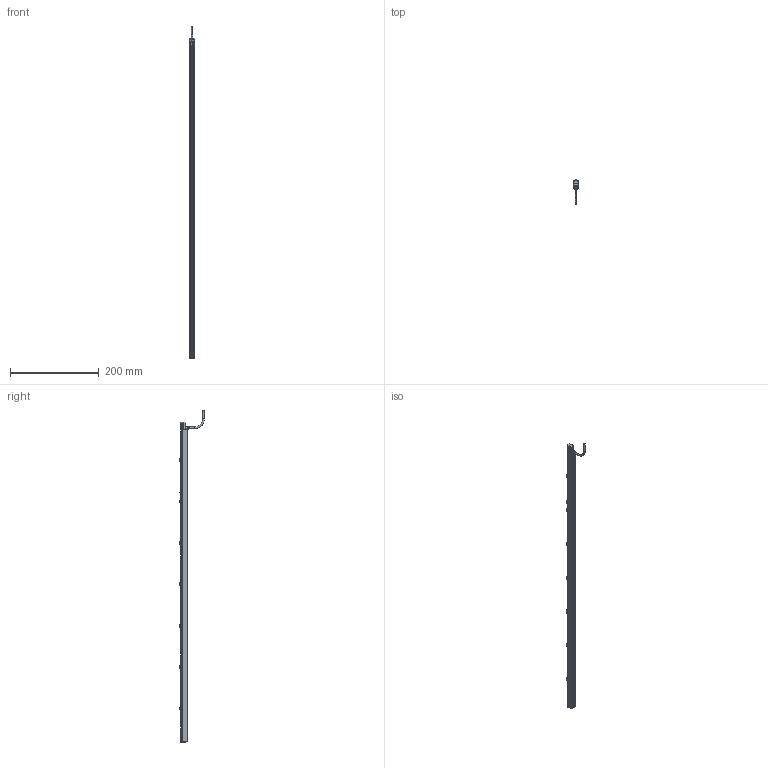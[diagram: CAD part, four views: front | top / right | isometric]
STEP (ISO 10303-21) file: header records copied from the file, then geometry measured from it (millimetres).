
FILE_DESCRIPTION((''),'2;1');
FILE_NAME('240309_SM01_ASM','2024-05-28T15:31:09',('banengservice'),('BANNER ENGINEERING'),'CREO PARAMETRIC BY PTC INC, 2022414','CREO PARAMETRIC BY PTC INC, 2022414','');
FILE_SCHEMA(('CONFIG_CONTROL_DESIGN'));
Products named in the file (2): 240309_EP02; 240309_SM01_ASM
Assembly tree (1 placements, depth 2):
  240309_SM01_ASM
    240309_EP02
Bounding box: 12 x 55.35 x 746.15 mm (x, y, z)
Volume: 116351.8 mm3; surface area: 53835.8 mm2
Topology: 2 solids, 2 shells, 1454 faces, 3904 edges, 2390 vertices
Faces by surface type: bspline 566, plane 402, cylinder 288, cone 94, sphere 34, revolution 28, torus 26, extrusion 16
Entity records: 99497 total; most frequent: CARTESIAN_POINT 68641, ORIENTED_EDGE 7748, DIRECTION 4575, EDGE_CURVE 3874, VERTEX_POINT 2390, B_SPLINE_CURVE_WITH_KNOTS 1903, AXIS2_PLACEMENT_3D 1669, EDGE_LOOP 1502
